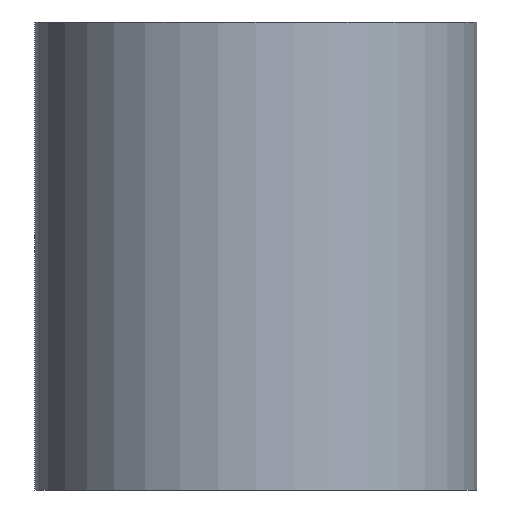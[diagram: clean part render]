
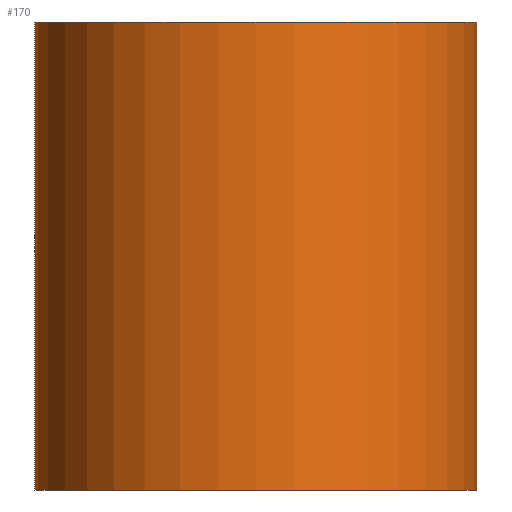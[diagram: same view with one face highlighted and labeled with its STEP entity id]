
A CAD part, left-side view. The second image highlights one B-rep face of the part: STEP entity #170.
In plain terms, the highlighted cylindrical face has radius 8.5 mm (diameter 17 mm), a full revolution.
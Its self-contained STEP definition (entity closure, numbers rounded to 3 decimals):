
#19=CYLINDRICAL_SURFACE('',#204,8.5);
#23=CIRCLE('',#194,8.5);
#24=CIRCLE('',#196,8.5);
#25=CIRCLE('',#197,8.5);
#29=CIRCLE('',#205,8.5);
#39=FACE_OUTER_BOUND('',#51,.T.);
#51=EDGE_LOOP('',(#143,#144,#145,#146,#147,#148,#149,#150));
#59=LINE('',#283,#70);
#61=LINE('',#286,#72);
#64=LINE('',#306,#75);
#70=VECTOR('',#228,10.);
#72=VECTOR('',#230,10.);
#75=VECTOR('',#257,8.5);
#81=VERTEX_POINT('',#279);
#82=VERTEX_POINT('',#280);
#83=VERTEX_POINT('',#282);
#84=VERTEX_POINT('',#284);
#85=VERTEX_POINT('',#290);
#89=VERTEX_POINT('',#305);
#98=EDGE_CURVE('',#83,#81,#59,.T.);
#100=EDGE_CURVE('',#82,#84,#61,.T.);
#101=EDGE_CURVE('',#84,#83,#23,.T.);
#102=EDGE_CURVE('',#82,#85,#24,.T.);
#103=EDGE_CURVE('',#85,#81,#25,.T.);
#109=EDGE_CURVE('',#85,#89,#64,.T.);
#110=EDGE_CURVE('',#89,#89,#29,.T.);
#143=ORIENTED_EDGE('',*,*,#98,.T.);
#144=ORIENTED_EDGE('',*,*,#103,.F.);
#145=ORIENTED_EDGE('',*,*,#109,.T.);
#146=ORIENTED_EDGE('',*,*,#110,.T.);
#147=ORIENTED_EDGE('',*,*,#109,.F.);
#148=ORIENTED_EDGE('',*,*,#102,.F.);
#149=ORIENTED_EDGE('',*,*,#100,.T.);
#150=ORIENTED_EDGE('',*,*,#101,.T.);
#170=ADVANCED_FACE('',(#39),#19,.T.);
#194=AXIS2_PLACEMENT_3D('',#288,#233,#234);
#196=AXIS2_PLACEMENT_3D('',#291,#237,#238);
#197=AXIS2_PLACEMENT_3D('',#292,#239,#240);
#204=AXIS2_PLACEMENT_3D('',#304,#255,#256);
#205=AXIS2_PLACEMENT_3D('',#307,#258,#259);
#228=DIRECTION('',(0.,0.,1.));
#230=DIRECTION('',(0.,0.,-1.));
#233=DIRECTION('center_axis',(0.,0.,-1.));
#234=DIRECTION('ref_axis',(1.,0.,0.));
#237=DIRECTION('center_axis',(0.,0.,1.));
#238=DIRECTION('ref_axis',(1.,0.,0.));
#239=DIRECTION('center_axis',(0.,0.,1.));
#240=DIRECTION('ref_axis',(1.,0.,0.));
#255=DIRECTION('center_axis',(0.,0.,1.));
#256=DIRECTION('ref_axis',(1.,0.,0.));
#257=DIRECTION('',(0.,0.,-1.));
#258=DIRECTION('center_axis',(0.,0.,1.));
#259=DIRECTION('ref_axis',(1.,0.,0.));
#279=CARTESIAN_POINT('',(0.,-8.5,18.));
#280=CARTESIAN_POINT('',(0.,8.5,18.));
#282=CARTESIAN_POINT('',(0.,-8.5,16.));
#283=CARTESIAN_POINT('',(0.,-8.5,0.));
#284=CARTESIAN_POINT('',(0.,8.5,16.));
#286=CARTESIAN_POINT('',(0.,8.5,0.));
#288=CARTESIAN_POINT('Origin',(0.,0.,16.));
#290=CARTESIAN_POINT('',(-8.5,0.,18.));
#291=CARTESIAN_POINT('Origin',(0.,0.,18.));
#292=CARTESIAN_POINT('Origin',(0.,0.,18.));
#304=CARTESIAN_POINT('Origin',(0.,0.,0.));
#305=CARTESIAN_POINT('',(-8.5,0.,0.));
#306=CARTESIAN_POINT('',(-8.5,0.,0.));
#307=CARTESIAN_POINT('Origin',(0.,0.,0.));
